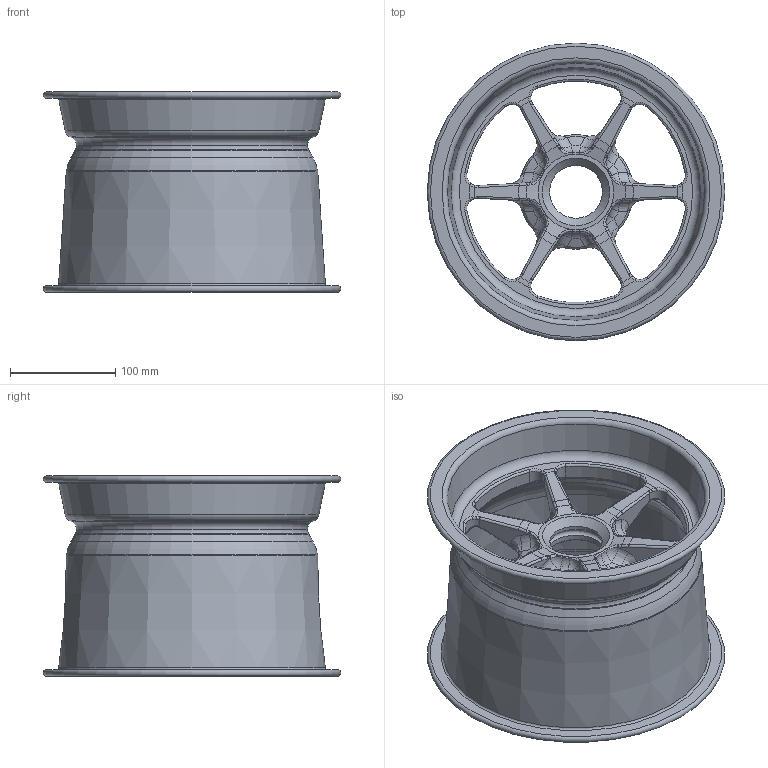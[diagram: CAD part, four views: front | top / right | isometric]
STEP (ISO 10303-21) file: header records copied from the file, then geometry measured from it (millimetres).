
FILE_DESCRIPTION(/* description */ ('Unknown'),/* implementation_level */ '2;1');
FILE_NAME(/* name */ 'OZ 10x7 FSAE wheel',/* time_stamp */ '2022-05-05T11:57:04+01:00',/* author */ ('Unknown'),/* organization */ ('Unknown'),/* preprocessor_version */ 'ST-DEVELOPER v16.7',/* originating_system */ 'DEX',/* authorisation */ $);
FILE_SCHEMA (('AUTOMOTIVE_DESIGN {1 0 10303 214 3 1 1}'));
Length unit declared in the file: millimetre
Products named in the file (1): OZ 10x7 wheel
Bounding box: 282.17 x 282.17 x 189.8 mm (x, y, z)
Volume: 951204.1 mm3; surface area: 392096.8 mm2
Topology: 1 solids, 1 shells, 492 faces, 1193 edges, 672 vertices
Faces by surface type: bspline 264, torus 98, cone 54, cylinder 45, plane 19, sphere 12
Full cylindrical faces by diameter (mm): 12 x12, 50 x1, 55 x1, 219 x1
Entity records: 17172 total; most frequent: CARTESIAN_POINT 8001, ORIENTED_EDGE 2132, DIRECTION 1546, EDGE_CURVE 1066, AXIS2_PLACEMENT_3D 755, VERTEX_POINT 652, FACE_BOUND 582, EDGE_LOOP 570
